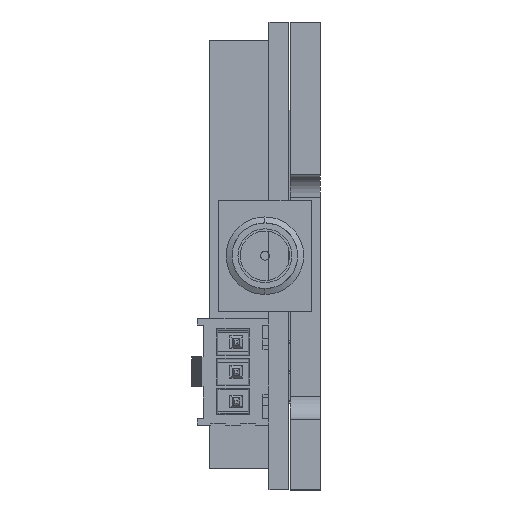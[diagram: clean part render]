
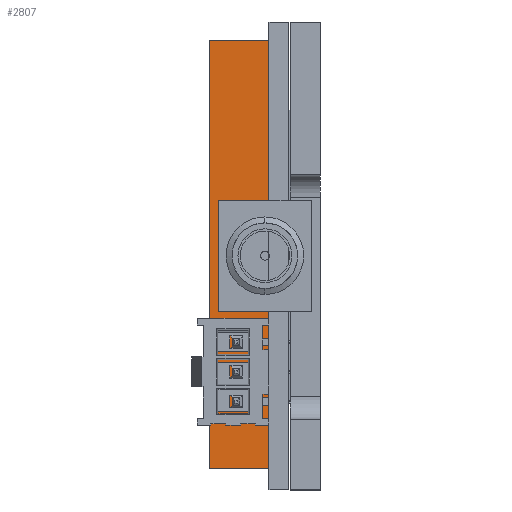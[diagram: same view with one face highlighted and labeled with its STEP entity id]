
A CAD part, left-side view. The second image highlights one B-rep face of the part: STEP entity #2807.
In plain terms, the highlighted planar face has unit normal (-1, 0, 0.001).
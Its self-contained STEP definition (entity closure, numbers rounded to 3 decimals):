
#3 = CARTESIAN_POINT ( 'NONE',  ( 8.6, 38.134, 0. ) ) ;
#281 = DIRECTION ( 'NONE',  ( 0., 0., -1. ) ) ;
#572 = EDGE_CURVE ( 'NONE', #4590, #3743, #2487, .T. ) ;
#2002 = VERTEX_POINT ( 'NONE', #11570 ) ;
#2044 = DIRECTION ( 'NONE',  ( -1., -0.001, 0. ) ) ;
#2487 = LINE ( 'NONE', #6679, #6727 ) ;
#2547 = DIRECTION ( 'NONE',  ( -0.001, 1., 0. ) ) ;
#2637 = CARTESIAN_POINT ( 'NONE',  ( 8.65, 1.575, 5.08 ) ) ;
#2807 = ADVANCED_FACE ( 'NONE', ( #8639 ), #8241, .T. ) ;
#3743 = VERTEX_POINT ( 'NONE', #11915 ) ;
#4078 = LINE ( 'NONE', #11494, #12025 ) ;
#4352 = EDGE_CURVE ( 'NONE', #4590, #2002, #10522, .T. ) ;
#4392 = EDGE_CURVE ( 'NONE', #8399, #3743, #13086, .T. ) ;
#4590 = VERTEX_POINT ( 'NONE', #7136 ) ;
#5488 = VECTOR ( 'NONE', #5872, 1000. ) ;
#5640 = VECTOR ( 'NONE', #2547, 1000. ) ;
#5872 = DIRECTION ( 'NONE',  ( 0.001, -1., 0. ) ) ;
#6679 = CARTESIAN_POINT ( 'NONE',  ( 8.65, 1.575, 0. ) ) ;
#6727 = VECTOR ( 'NONE', #281, 1000. ) ;
#7136 = CARTESIAN_POINT ( 'NONE',  ( 8.65, 1.575, 5.08 ) ) ;
#7395 = ORIENTED_EDGE ( 'NONE', *, *, #4392, .T. ) ;
#8241 = PLANE ( 'NONE',  #9230 ) ;
#8399 = VERTEX_POINT ( 'NONE', #3 ) ;
#8639 = FACE_OUTER_BOUND ( 'NONE', #11250, .T. ) ;
#9230 = AXIS2_PLACEMENT_3D ( 'NONE', #12393, #2044, #10344 ) ;
#9386 = ORIENTED_EDGE ( 'NONE', *, *, #4352, .T. ) ;
#9711 = ORIENTED_EDGE ( 'NONE', *, *, #572, .F. ) ;
#10344 = DIRECTION ( 'NONE',  ( 0.001, -1., 0. ) ) ;
#10522 = LINE ( 'NONE', #2637, #5640 ) ;
#10942 = CARTESIAN_POINT ( 'NONE',  ( 8.6, 38.134, 0. ) ) ;
#11250 = EDGE_LOOP ( 'NONE', ( #11972, #7395, #9711, #9386 ) ) ;
#11494 = CARTESIAN_POINT ( 'NONE',  ( 8.6, 38.134, 0. ) ) ;
#11570 = CARTESIAN_POINT ( 'NONE',  ( 8.6, 38.134, 5.08 ) ) ;
#11897 = EDGE_CURVE ( 'NONE', #2002, #8399, #4078, .T. ) ;
#11915 = CARTESIAN_POINT ( 'NONE',  ( 8.65, 1.575, 0. ) ) ;
#11972 = ORIENTED_EDGE ( 'NONE', *, *, #11897, .T. ) ;
#12025 = VECTOR ( 'NONE', #12610, 1000. ) ;
#12393 = CARTESIAN_POINT ( 'NONE',  ( 8.65, 1.575, 0. ) ) ;
#12610 = DIRECTION ( 'NONE',  ( 0., 0., -1. ) ) ;
#13086 = LINE ( 'NONE', #10942, #5488 ) ;
